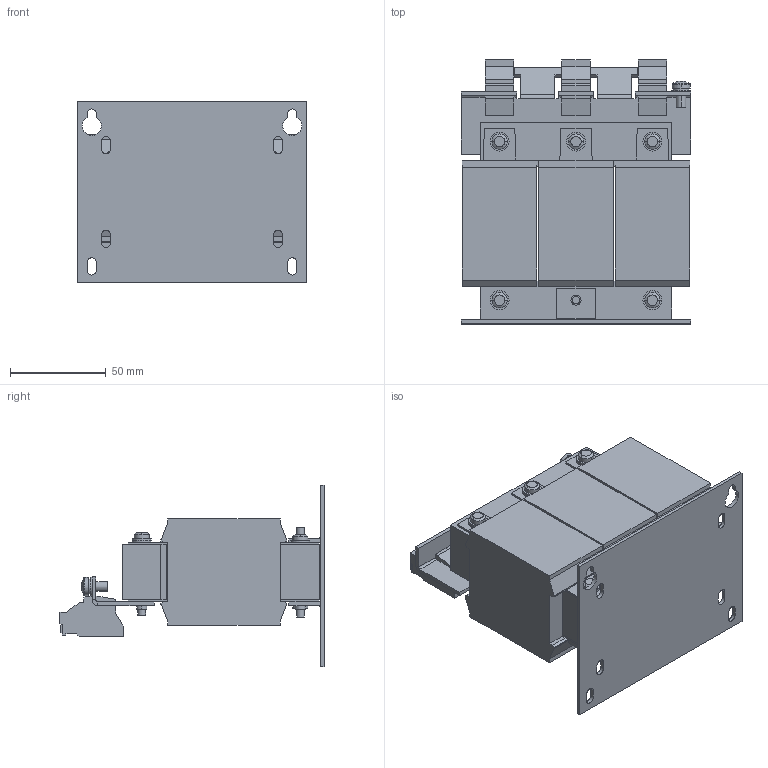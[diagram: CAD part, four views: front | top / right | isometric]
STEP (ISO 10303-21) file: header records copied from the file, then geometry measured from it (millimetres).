
FILE_DESCRIPTION (( 'STEP AP214' ), '1' );
FILE_NAME ('226519.STEP', '2020-07-02T04:39:32', ( '' ), ( '' ), 'SwSTEP 2.0', 'SolidWorks 2018', '' );
FILE_SCHEMA (( 'AUTOMOTIVE_DESIGN' ));
Length unit declared in the file: millimetre
Products named in the file (1): 226519
Bounding box: 120 x 138.2 x 95 mm (x, y, z)
Volume: 586297.6 mm3; surface area: 106267.9 mm2
Topology: 1 solids, 1 shells, 624 faces, 1663 edges, 1067 vertices
Faces by surface type: plane 485, cylinder 117, sphere 14, cone 6, torus 2
Entity records: 19239 total; most frequent: CARTESIAN_POINT 3377, ORIENTED_EDGE 3322, DIRECTION 3203, EDGE_CURVE 1661, LINE 1353, VECTOR 1353, VERTEX_POINT 1067, AXIS2_PLACEMENT_3D 925
